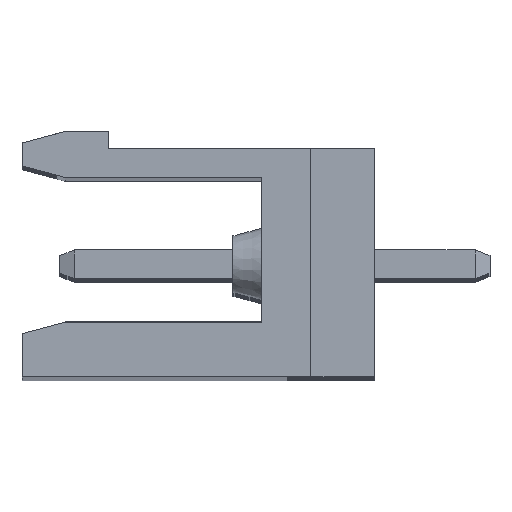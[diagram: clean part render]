
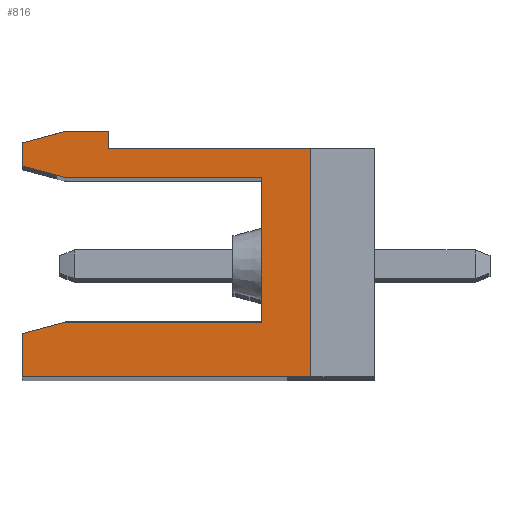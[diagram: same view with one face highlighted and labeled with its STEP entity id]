
A CAD part, top view. The second image highlights one B-rep face of the part: STEP entity #816.
In plain terms, the highlighted planar face has unit normal (0, 0, 1).
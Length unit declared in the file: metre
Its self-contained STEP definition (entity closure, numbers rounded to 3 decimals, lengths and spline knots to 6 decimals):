
#816=ADVANCED_FACE('',(#2390),#2391,.F.);
#2390=FACE_OUTER_BOUND('',#4797,.T.);
#2391=PLANE('',#4798);
#4797=EDGE_LOOP('',(#7244,#7245,#7246,#7247,#7248,#7249,#7250,#7251,#7252,#7253,#7254,#7255,#7256));
#4798=AXIS2_PLACEMENT_3D('',#7257,#7258,#7259);
#7244=ORIENTED_EDGE('',*,*,#14184,.F.);
#7245=ORIENTED_EDGE('',*,*,#14185,.F.);
#7246=ORIENTED_EDGE('',*,*,#14186,.F.);
#7247=ORIENTED_EDGE('',*,*,#14187,.F.);
#7248=ORIENTED_EDGE('',*,*,#14188,.T.);
#7249=ORIENTED_EDGE('',*,*,#14189,.T.);
#7250=ORIENTED_EDGE('',*,*,#14190,.T.);
#7251=ORIENTED_EDGE('',*,*,#14191,.T.);
#7252=ORIENTED_EDGE('',*,*,#14192,.T.);
#7253=ORIENTED_EDGE('',*,*,#14193,.T.);
#7254=ORIENTED_EDGE('',*,*,#14194,.T.);
#7255=ORIENTED_EDGE('',*,*,#14195,.T.);
#7256=ORIENTED_EDGE('',*,*,#14196,.F.);
#7257=CARTESIAN_POINT('',(-0.0037,0.0069,0.90324));
#7258=DIRECTION('',(0.0,0.0,-1.0));
#7259=DIRECTION('',(0.0,-1.0,0.0));
#14184=EDGE_CURVE('',#16916,#16917,#16918,.T.);
#14185=EDGE_CURVE('',#16919,#16916,#16920,.T.);
#14186=EDGE_CURVE('',#16921,#16919,#16922,.T.);
#14187=EDGE_CURVE('',#16923,#16921,#16924,.T.);
#14188=EDGE_CURVE('',#16923,#16925,#16926,.T.);
#14189=EDGE_CURVE('',#16925,#16927,#16928,.T.);
#14190=EDGE_CURVE('',#16927,#16929,#16930,.T.);
#14191=EDGE_CURVE('',#16929,#16931,#16932,.T.);
#14192=EDGE_CURVE('',#16931,#16933,#16934,.T.);
#14193=EDGE_CURVE('',#16933,#16935,#16936,.T.);
#14194=EDGE_CURVE('',#16935,#16937,#16938,.T.);
#14195=EDGE_CURVE('',#16937,#16939,#16940,.T.);
#14196=EDGE_CURVE('',#16917,#16939,#16941,.T.);
#16916=VERTEX_POINT('',#20891);
#16917=VERTEX_POINT('',#20892);
#16918=LINE('',#20893,#20894);
#16919=VERTEX_POINT('',#20895);
#16920=LINE('',#20896,#20897);
#16921=VERTEX_POINT('',#20898);
#16922=LINE('',#20899,#20900);
#16923=VERTEX_POINT('',#20901);
#16924=LINE('',#20902,#20903);
#16925=VERTEX_POINT('',#20904);
#16926=LINE('',#20905,#20906);
#16927=VERTEX_POINT('',#20907);
#16928=LINE('',#20908,#20909);
#16929=VERTEX_POINT('',#20910);
#16930=LINE('',#20911,#20912);
#16931=VERTEX_POINT('',#20913);
#16932=LINE('',#20914,#20915);
#16933=VERTEX_POINT('',#20916);
#16934=LINE('',#20917,#20918);
#16935=VERTEX_POINT('',#20919);
#16936=LINE('',#20920,#20921);
#16937=VERTEX_POINT('',#20922);
#16938=LINE('',#20923,#20924);
#16939=VERTEX_POINT('',#20925);
#16940=LINE('',#20926,#20927);
#16941=LINE('',#20928,#20929);
#20891=CARTESIAN_POINT('',(-0.0037,0.0069,0.90324));
#20892=CARTESIAN_POINT('',(-0.010507,0.0069,0.90324));
#20893=CARTESIAN_POINT('',(-0.010507,0.0069,0.90324));
#20894=VECTOR('',#26701,1.0);
#20895=CARTESIAN_POINT('',(-0.0037,0.0019,0.90324));
#20896=CARTESIAN_POINT('',(-0.0037,0.0069,0.90324));
#20897=VECTOR('',#26702,1.0);
#20898=CARTESIAN_POINT('',(-0.0105,0.0019,0.90324));
#20899=CARTESIAN_POINT('',(-0.0037,0.0019,0.90324));
#20900=VECTOR('',#26703,1.0);
#20901=CARTESIAN_POINT('',(-0.012,0.001498,0.90324));
#20902=CARTESIAN_POINT('',(-0.0105,0.0019,0.90324));
#20903=VECTOR('',#26704,1.0);
#20904=CARTESIAN_POINT('',(-0.012,0.,0.90324));
#20905=CARTESIAN_POINT('',(-0.012,0.0082,0.90324));
#20906=VECTOR('',#26705,1.0);
#20907=CARTESIAN_POINT('',(-0.002,0.,0.90324));
#20908=CARTESIAN_POINT('',(-0.012,0.,0.90324));
#20909=VECTOR('',#26706,1.0);
#20910=CARTESIAN_POINT('',(-0.002,0.0079,0.90324));
#20911=CARTESIAN_POINT('',(-0.002,0.0079,0.90324));
#20912=VECTOR('',#26707,1.0);
#20913=CARTESIAN_POINT('',(-0.009,0.0079,0.90324));
#20914=CARTESIAN_POINT('',(-0.0022,0.0079,0.90324));
#20915=VECTOR('',#26708,1.0);
#20916=CARTESIAN_POINT('',(-0.009,0.0085,0.90324));
#20917=CARTESIAN_POINT('',(-0.009,0.0081,0.90324));
#20918=VECTOR('',#26709,1.0);
#20919=CARTESIAN_POINT('',(-0.010507,0.0085,0.90324));
#20920=CARTESIAN_POINT('',(-0.009,0.0085,0.90324));
#20921=VECTOR('',#26710,1.0);
#20922=CARTESIAN_POINT('',(-0.012,0.0081,0.90324));
#20923=CARTESIAN_POINT('',(-0.010507,0.0085,0.90324));
#20924=VECTOR('',#26711,1.0);
#20925=CARTESIAN_POINT('',(-0.012,0.0073,0.90324));
#20926=CARTESIAN_POINT('',(-0.012,0.0082,0.90324));
#20927=VECTOR('',#26712,1.0);
#20928=CARTESIAN_POINT('',(-0.012,0.0073,0.90324));
#20929=VECTOR('',#26713,1.0);
#26701=DIRECTION('',(-1.0,0.0,0.0));
#26702=DIRECTION('',(0.,1.0,0.0));
#26703=DIRECTION('',(1.0,0.0,0.0));
#26704=DIRECTION('',(0.966,0.259,0.0));
#26705=DIRECTION('',(0.0,-1.0,0.0));
#26706=DIRECTION('',(1.0,0.0,0.0));
#26707=DIRECTION('',(0.0,1.0,0.0));
#26708=DIRECTION('',(-1.0,0.0,0.0));
#26709=DIRECTION('',(0.,1.0,0.0));
#26710=DIRECTION('',(-1.0,0.0,0.0));
#26711=DIRECTION('',(-0.966,-0.259,0.0));
#26712=DIRECTION('',(0.0,-1.0,0.0));
#26713=DIRECTION('',(-0.966,0.259,0.0));
